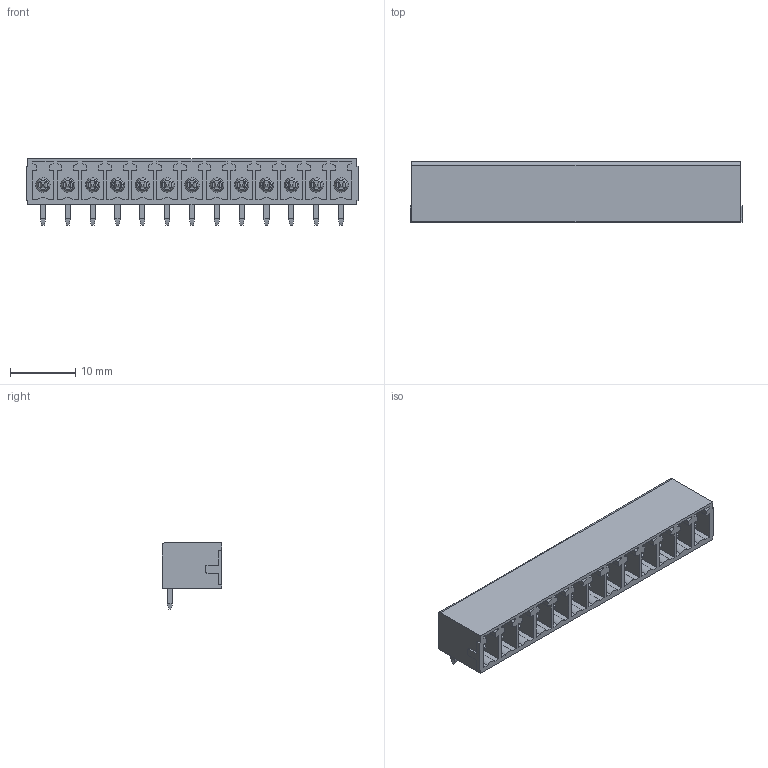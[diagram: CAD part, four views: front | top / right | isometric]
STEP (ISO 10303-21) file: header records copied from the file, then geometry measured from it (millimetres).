
FILE_DESCRIPTION(('CATIA V5 STEP Exchange','CAx-IF Rec.Pracs.--- Model Styling and Organization---1.2---2011-12-15'),'2;1');
FILE_NAME ('D1459768_0', '2018-09-29T03:13:25+00:00', ('none'), ('Weidmueller'), 'CATIA Version 5-6 Release 2014', 'CATIA V5 STEP AP214', 'none');
FILE_SCHEMA(('AUTOMOTIVE_DESIGN { 1 0 10303 214 1 1 1 1 }'));
Length unit declared in the file: millimetre
Products named in the file (1): 1942180000
Bounding box: 50.92 x 9.2 x 10.25 mm (x, y, z)
Volume: 1455.3 mm3; surface area: 4746 mm2
Topology: 14 solids, 14 shells, 1036 faces, 2971 edges, 2002 vertices
Faces by surface type: plane 741, cylinder 243, cone 26, torus 26
Entity records: 31306 total; most frequent: CARTESIAN_POINT 6119, ORIENTED_EDGE 5942, DIRECTION 3994, EDGE_CURVE 2971, VECTOR 2329, LINE 2329, VERTEX_POINT 2002, EDGE_LOOP 1101
